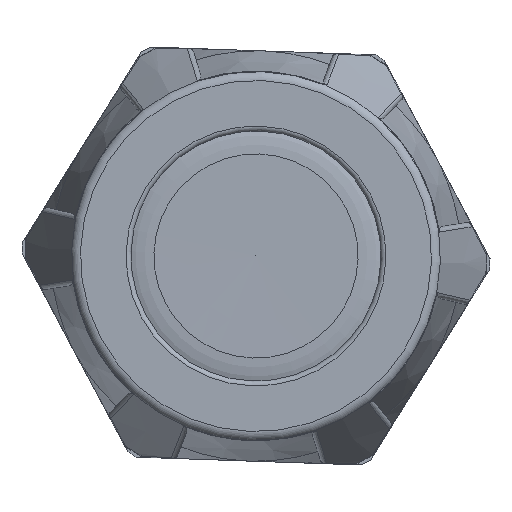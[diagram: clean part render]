
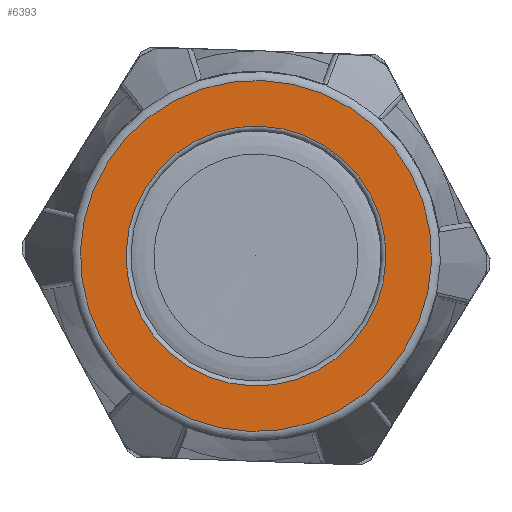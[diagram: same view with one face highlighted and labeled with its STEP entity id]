
A CAD part, left-side view. The second image highlights one B-rep face of the part: STEP entity #6393.
In plain terms, the highlighted planar face has unit normal (-1, 0, 0).
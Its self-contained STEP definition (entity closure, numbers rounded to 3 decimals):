
#310=FACE_BOUND('',#2008,.T.);
#1240=PLANE('',#7164);
#1601=FACE_OUTER_BOUND('',#2007,.T.);
#2007=EDGE_LOOP('',(#5976));
#2008=EDGE_LOOP('',(#5977));
#2437=CIRCLE('',#7163,13.3);
#2438=CIRCLE('',#7165,17.966);
#3228=VERTEX_POINT('',#17122);
#3229=VERTEX_POINT('',#17125);
#4149=EDGE_CURVE('',#3228,#3228,#2437,.T.);
#4150=EDGE_CURVE('',#3229,#3229,#2438,.T.);
#5976=ORIENTED_EDGE('',*,*,#4150,.F.);
#5977=ORIENTED_EDGE('',*,*,#4149,.T.);
#6393=ADVANCED_FACE('',(#1601,#310),#1240,.T.);
#7163=AXIS2_PLACEMENT_3D('',#17123,#8931,#8932);
#7164=AXIS2_PLACEMENT_3D('',#17124,#8933,#8934);
#7165=AXIS2_PLACEMENT_3D('',#17126,#8935,#8936);
#8931=DIRECTION('center_axis',(1.,0.,0.));
#8932=DIRECTION('ref_axis',(0.,0.,-1.));
#8933=DIRECTION('center_axis',(-1.,0.,0.));
#8934=DIRECTION('ref_axis',(0.,0.,1.));
#8935=DIRECTION('center_axis',(1.,0.,0.));
#8936=DIRECTION('ref_axis',(0.,0.,-1.));
#17122=CARTESIAN_POINT('',(-31.29,13.3,0.));
#17123=CARTESIAN_POINT('Origin',(-31.29,0.,0.));
#17124=CARTESIAN_POINT('Origin',(-31.29,17.966,0.));
#17125=CARTESIAN_POINT('',(-31.29,17.966,0.));
#17126=CARTESIAN_POINT('Origin',(-31.29,0.,0.));
